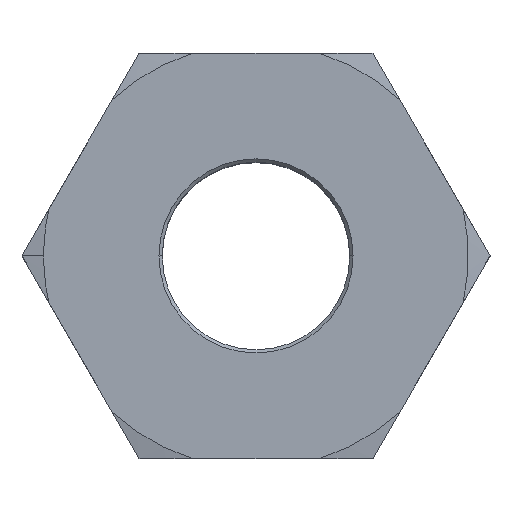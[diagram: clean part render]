
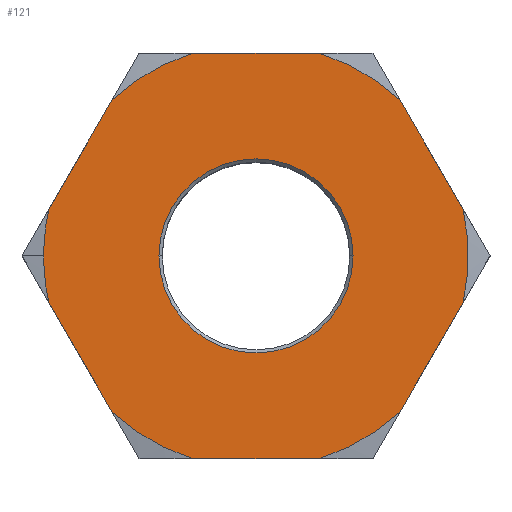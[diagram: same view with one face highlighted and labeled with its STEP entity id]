
A CAD part, top view. The second image highlights one B-rep face of the part: STEP entity #121.
In plain terms, the highlighted planar face has unit normal (0, 0, 1).
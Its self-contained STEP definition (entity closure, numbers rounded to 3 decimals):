
#12 = ORIENTED_EDGE ( 'NONE', *, *, #54, .T. ) ;
#13 = VERTEX_POINT ( 'NONE', #451 ) ;
#16 = EDGE_CURVE ( 'NONE', #235, #236, #615, .T. ) ;
#48 = ORIENTED_EDGE ( 'NONE', *, *, #16, .T. ) ;
#54 = EDGE_CURVE ( 'NONE', #189, #13, #468, .T. ) ;
#55 = ORIENTED_EDGE ( 'NONE', *, *, #215, .T. ) ;
#102 = EDGE_CURVE ( 'NONE', #243, #189, #416, .T. ) ;
#118 = ORIENTED_EDGE ( 'NONE', *, *, #119, .T. ) ;
#119 = EDGE_CURVE ( 'NONE', #13, #240, #531, .T. ) ;
#120 = EDGE_CURVE ( 'NONE', #230, #129, #526, .T. ) ;
#121 = ADVANCED_FACE ( 'NONE', ( #522, #521 ), #520, .F. ) ;
#122 = EDGE_LOOP ( 'NONE', ( #296, #131, #55, #216, #12, #118, #123, #237, #126, #233, #48, #297, #300 ) ) ;
#123 = ORIENTED_EDGE ( 'NONE', *, *, #124, .T. ) ;
#124 = EDGE_CURVE ( 'NONE', #240, #125, #518, .T. ) ;
#125 = VERTEX_POINT ( 'NONE', #511 ) ;
#126 = ORIENTED_EDGE ( 'NONE', *, *, #127, .T. ) ;
#127 = EDGE_CURVE ( 'NONE', #239, #128, #510, .T. ) ;
#128 = VERTEX_POINT ( 'NONE', #506 ) ;
#129 = VERTEX_POINT ( 'NONE', #505 ) ;
#130 = EDGE_CURVE ( 'NONE', #232, #230, #504, .T. ) ;
#131 = ORIENTED_EDGE ( 'NONE', *, *, #120, .T. ) ;
#150 = EDGE_CURVE ( 'NONE', #161, #156, #805, .T. ) ;
#156 = VERTEX_POINT ( 'NONE', #794 ) ;
#161 = VERTEX_POINT ( 'NONE', #664 ) ;
#189 = VERTEX_POINT ( 'NONE', #678 ) ;
#215 = EDGE_CURVE ( 'NONE', #129, #243, #633, .T. ) ;
#216 = ORIENTED_EDGE ( 'NONE', *, *, #102, .T. ) ;
#230 = VERTEX_POINT ( 'NONE', #743 ) ;
#232 = VERTEX_POINT ( 'NONE', #738 ) ;
#233 = ORIENTED_EDGE ( 'NONE', *, *, #234, .T. ) ;
#234 = EDGE_CURVE ( 'NONE', #128, #235, #736, .T. ) ;
#235 = VERTEX_POINT ( 'NONE', #737 ) ;
#236 = VERTEX_POINT ( 'NONE', #731 ) ;
#237 = ORIENTED_EDGE ( 'NONE', *, *, #238, .T. ) ;
#238 = EDGE_CURVE ( 'NONE', #125, #239, #729, .T. ) ;
#239 = VERTEX_POINT ( 'NONE', #730 ) ;
#240 = VERTEX_POINT ( 'NONE', #724 ) ;
#243 = VERTEX_POINT ( 'NONE', #777 ) ;
#296 = ORIENTED_EDGE ( 'NONE', *, *, #130, .T. ) ;
#297 = ORIENTED_EDGE ( 'NONE', *, *, #298, .T. ) ;
#298 = EDGE_CURVE ( 'NONE', #236, #299, #1042, .T. ) ;
#299 = VERTEX_POINT ( 'NONE', #1000 ) ;
#300 = ORIENTED_EDGE ( 'NONE', *, *, #301, .T. ) ;
#301 = EDGE_CURVE ( 'NONE', #299, #232, #1031, .T. ) ;
#302 = EDGE_LOOP ( 'NONE', ( #303, #305 ) ) ;
#303 = ORIENTED_EDGE ( 'NONE', *, *, #304, .F. ) ;
#304 = EDGE_CURVE ( 'NONE', #156, #161, #956, .T. ) ;
#305 = ORIENTED_EDGE ( 'NONE', *, *, #150, .F. ) ;
#412 = DIRECTION ( 'NONE',  ( 1., 0., 0. ) ) ;
#413 = DIRECTION ( 'NONE',  ( 0., 0., 1. ) ) ;
#414 = CARTESIAN_POINT ( 'NONE',  ( 0., 0., 13.5 ) ) ;
#415 = AXIS2_PLACEMENT_3D ( 'NONE', #414, #413, #412 ) ;
#416 = CIRCLE ( 'NONE', #415, 18.862 ) ;
#451 = CARTESIAN_POINT ( 'NONE',  ( -12.77, -13.882, 13.5 ) ) ;
#461 = DIRECTION ( 'NONE',  ( 0.5, -0.866, 0. ) ) ;
#462 = VECTOR ( 'NONE', #461, 1000. ) ;
#463 = CARTESIAN_POINT ( 'NONE',  ( -20.785, 0., 13.5 ) ) ;
#468 = LINE ( 'NONE', #463, #462 ) ;
#500 = DIRECTION ( 'NONE',  ( 1., 0., 0. ) ) ;
#501 = DIRECTION ( 'NONE',  ( 0., 0., 1. ) ) ;
#502 = CARTESIAN_POINT ( 'NONE',  ( 0., 0., 13.5 ) ) ;
#503 = AXIS2_PLACEMENT_3D ( 'NONE', #502, #501, #500 ) ;
#504 = CIRCLE ( 'NONE', #503, 18.862 ) ;
#505 = CARTESIAN_POINT ( 'NONE',  ( -18.407, 4.118, 13.5 ) ) ;
#506 = CARTESIAN_POINT ( 'NONE',  ( 18.407, -4.118, 13.5 ) ) ;
#507 = DIRECTION ( 'NONE',  ( 0.5, 0.866, 0. ) ) ;
#508 = VECTOR ( 'NONE', #507, 1000. ) ;
#509 = CARTESIAN_POINT ( 'NONE',  ( 10.392, -18., 13.5 ) ) ;
#510 = LINE ( 'NONE', #509, #508 ) ;
#511 = CARTESIAN_POINT ( 'NONE',  ( 5.637, -18., 13.5 ) ) ;
#512 = DIRECTION ( 'NONE',  ( 1., 0., 0. ) ) ;
#513 = VECTOR ( 'NONE', #512, 1000. ) ;
#514 = CARTESIAN_POINT ( 'NONE',  ( -10.392, -18., 13.5 ) ) ;
#515 = DIRECTION ( 'NONE',  ( -1., 0., 0. ) ) ;
#516 = DIRECTION ( 'NONE',  ( 0., 0., -1. ) ) ;
#517 = AXIS2_PLACEMENT_3D ( 'NONE', #519, #516, #515 ) ;
#518 = LINE ( 'NONE', #514, #513 ) ;
#519 = CARTESIAN_POINT ( 'NONE',  ( 0., 20.785, 13.5 ) ) ;
#520 = PLANE ( 'NONE',  #517 ) ;
#521 = FACE_BOUND ( 'NONE', #302, .T. ) ;
#522 = FACE_OUTER_BOUND ( 'NONE', #122, .T. ) ;
#523 = DIRECTION ( 'NONE',  ( -0.5, -0.866, 0. ) ) ;
#524 = VECTOR ( 'NONE', #523, 1000. ) ;
#525 = CARTESIAN_POINT ( 'NONE',  ( -10.392, 18., 13.5 ) ) ;
#526 = LINE ( 'NONE', #525, #524 ) ;
#527 = DIRECTION ( 'NONE',  ( 1., 0., 0. ) ) ;
#528 = DIRECTION ( 'NONE',  ( 0., 0., 1. ) ) ;
#529 = CARTESIAN_POINT ( 'NONE',  ( 0., 0., 13.5 ) ) ;
#530 = AXIS2_PLACEMENT_3D ( 'NONE', #529, #528, #527 ) ;
#531 = CIRCLE ( 'NONE', #530, 18.862 ) ;
#602 = DIRECTION ( 'NONE',  ( -0.5, 0.866, 0. ) ) ;
#603 = VECTOR ( 'NONE', #602, 1000. ) ;
#604 = CARTESIAN_POINT ( 'NONE',  ( 20.785, 0., 13.5 ) ) ;
#615 = LINE ( 'NONE', #604, #603 ) ;
#625 = DIRECTION ( 'NONE',  ( 1., 0., 0. ) ) ;
#626 = DIRECTION ( 'NONE',  ( 0., 0., 1. ) ) ;
#627 = CARTESIAN_POINT ( 'NONE',  ( 0., 0., 13.5 ) ) ;
#628 = AXIS2_PLACEMENT_3D ( 'NONE', #627, #626, #625 ) ;
#633 = CIRCLE ( 'NONE', #628, 18.862 ) ;
#664 = CARTESIAN_POINT ( 'NONE',  ( -8.622, 0., 13.5 ) ) ;
#678 = CARTESIAN_POINT ( 'NONE',  ( -18.407, -4.118, 13.5 ) ) ;
#724 = CARTESIAN_POINT ( 'NONE',  ( -5.637, -18., 13.5 ) ) ;
#725 = DIRECTION ( 'NONE',  ( 1., 0., 0. ) ) ;
#726 = DIRECTION ( 'NONE',  ( 0., 0., 1. ) ) ;
#727 = CARTESIAN_POINT ( 'NONE',  ( 0., 0., 13.5 ) ) ;
#728 = AXIS2_PLACEMENT_3D ( 'NONE', #727, #726, #725 ) ;
#729 = CIRCLE ( 'NONE', #728, 18.862 ) ;
#730 = CARTESIAN_POINT ( 'NONE',  ( 12.77, -13.882, 13.5 ) ) ;
#731 = CARTESIAN_POINT ( 'NONE',  ( 12.77, 13.882, 13.5 ) ) ;
#732 = DIRECTION ( 'NONE',  ( 1., 0., 0. ) ) ;
#733 = DIRECTION ( 'NONE',  ( 0., 0., 1. ) ) ;
#734 = CARTESIAN_POINT ( 'NONE',  ( 0., 0., 13.5 ) ) ;
#735 = AXIS2_PLACEMENT_3D ( 'NONE', #734, #733, #732 ) ;
#736 = CIRCLE ( 'NONE', #735, 18.862 ) ;
#737 = CARTESIAN_POINT ( 'NONE',  ( 18.407, 4.118, 13.5 ) ) ;
#738 = CARTESIAN_POINT ( 'NONE',  ( -5.637, 18., 13.5 ) ) ;
#743 = CARTESIAN_POINT ( 'NONE',  ( -12.77, 13.882, 13.5 ) ) ;
#777 = CARTESIAN_POINT ( 'NONE',  ( -18.862, 0., 13.5 ) ) ;
#794 = CARTESIAN_POINT ( 'NONE',  ( 8.622, 0., 13.5 ) ) ;
#801 = DIRECTION ( 'NONE',  ( 1., 0., 0. ) ) ;
#802 = DIRECTION ( 'NONE',  ( 0., 0., 1. ) ) ;
#803 = CARTESIAN_POINT ( 'NONE',  ( 0., 0., 13.5 ) ) ;
#804 = AXIS2_PLACEMENT_3D ( 'NONE', #803, #802, #801 ) ;
#805 = CIRCLE ( 'NONE', #804, 8.622 ) ;
#930 = VECTOR ( 'NONE', #1034, 1000. ) ;
#956 = CIRCLE ( 'NONE', #1006, 8.622 ) ;
#971 = DIRECTION ( 'NONE',  ( 0., 0., 1. ) ) ;
#972 = CARTESIAN_POINT ( 'NONE',  ( 0., 0., 13.5 ) ) ;
#993 = DIRECTION ( 'NONE',  ( 0., 0., 1. ) ) ;
#999 = DIRECTION ( 'NONE',  ( 1., 0., 0. ) ) ;
#1000 = CARTESIAN_POINT ( 'NONE',  ( 5.637, 18., 13.5 ) ) ;
#1006 = AXIS2_PLACEMENT_3D ( 'NONE', #972, #971, #999 ) ;
#1007 = AXIS2_PLACEMENT_3D ( 'NONE', #1033, #993, #1032 ) ;
#1030 = CARTESIAN_POINT ( 'NONE',  ( 10.392, 18., 13.5 ) ) ;
#1031 = LINE ( 'NONE', #1030, #930 ) ;
#1032 = DIRECTION ( 'NONE',  ( 1., 0., 0. ) ) ;
#1033 = CARTESIAN_POINT ( 'NONE',  ( 0., 0., 13.5 ) ) ;
#1034 = DIRECTION ( 'NONE',  ( -1., 0., 0. ) ) ;
#1042 = CIRCLE ( 'NONE', #1007, 18.862 ) ;
